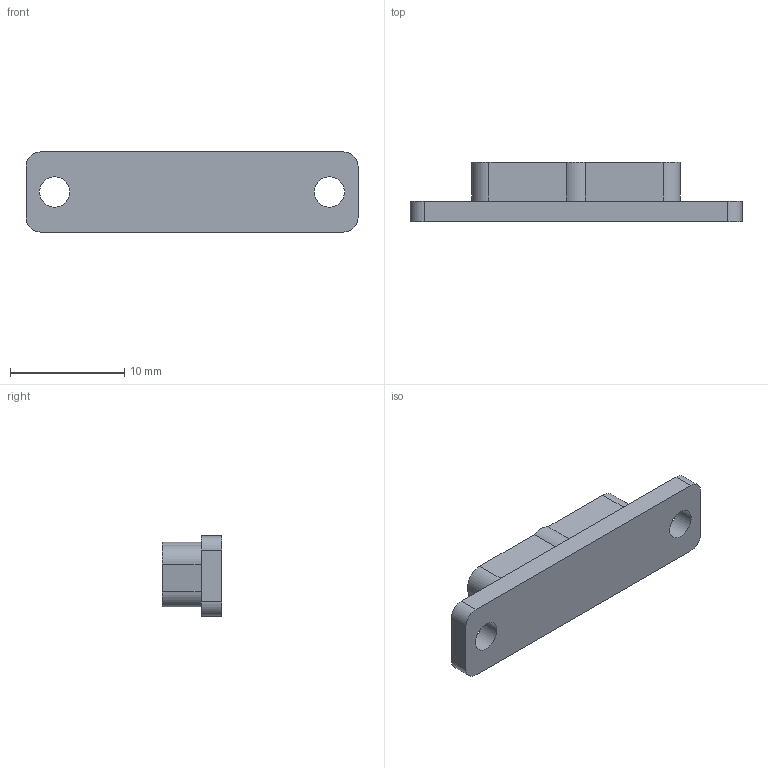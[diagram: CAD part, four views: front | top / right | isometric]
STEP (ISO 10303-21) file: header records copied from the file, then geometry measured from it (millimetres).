
FILE_DESCRIPTION(('CATIA V5 STEP Exchange','CAx-IF Rec.Pracs.--- Model Styling and Organization---1.2---2011-12-15','CAx-IF Rec.Pracs.---3D Tessellated Data Validation Properties---0.3---2012-01-09'),'2;1');
FILE_NAME('BOUCHON NICOMATIC.stp','2023-02-27T10:25:07+00:00',('Airbus Safran Launchers'),('none'),'CATIA Version 5-6 Release 2015 SP4 HF38','CATIA V5 STEP AP242','none');
FILE_SCHEMA(('AP242_MANAGED_MODEL_BASED_3D_ENGINEERING_MIM_LF {1 0 10303 442 1 1 4}'));
Length unit declared in the file: millimetre
Products named in the file (1): Part9
Bounding box: 29 x 5.2 x 7 mm (x, y, z)
Volume: 468.7 mm3; surface area: 817.4 mm2
Topology: 1 solids, 1 shells, 34 faces, 90 edges, 60 vertices
Faces by surface type: cylinder 17, plane 17
Entity records: 1055 total; most frequent: CARTESIAN_POINT 182, ORIENTED_EDGE 180, DIRECTION 152, EDGE_CURVE 90, AXIS2_PLACEMENT_3D 66, VERTEX_POINT 60, VECTOR 56, LINE 56
